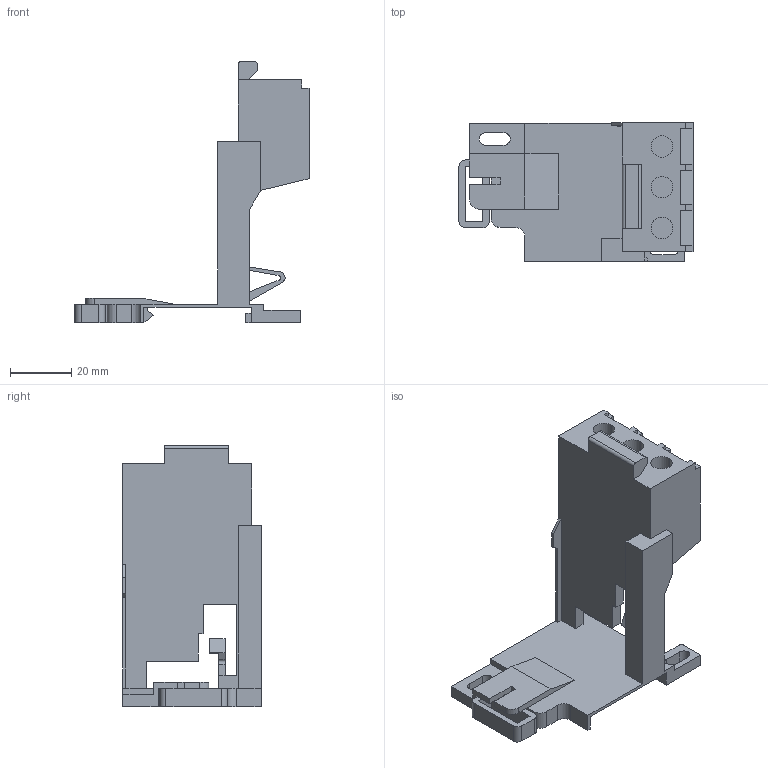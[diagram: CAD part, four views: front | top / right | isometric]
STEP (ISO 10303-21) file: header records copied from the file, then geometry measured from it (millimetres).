
FILE_DESCRIPTION (( 'STEP AP214' ), '1' );
FILE_NAME ('Äåðæàòåëü ê òåïëîâîìó ðåëå ÐÒÝ 25À.STEP', '2018-08-23T11:48:29', ( '' ), ( '' ), 'SwSTEP 2.0', 'SolidWorks 2017', '' );
FILE_SCHEMA (( 'AUTOMOTIVE_DESIGN' ));
Length unit declared in the file: millimetre
Products named in the file (1): Äåðæàòåëü ê òåïëîâîìó ðåëå ÐÒÝ 25À
Bounding box: 76.14 x 45 x 85 mm (x, y, z)
Volume: 44318.7 mm3; surface area: 20021.3 mm2
Topology: 1 solids, 1 shells, 160 faces, 465 edges, 305 vertices
Faces by surface type: plane 134, cylinder 26
Entity records: 5255 total; most frequent: CARTESIAN_POINT 931, ORIENTED_EDGE 930, DIRECTION 839, EDGE_CURVE 465, VECTOR 413, LINE 413, VERTEX_POINT 305, AXIS2_PLACEMENT_3D 213
